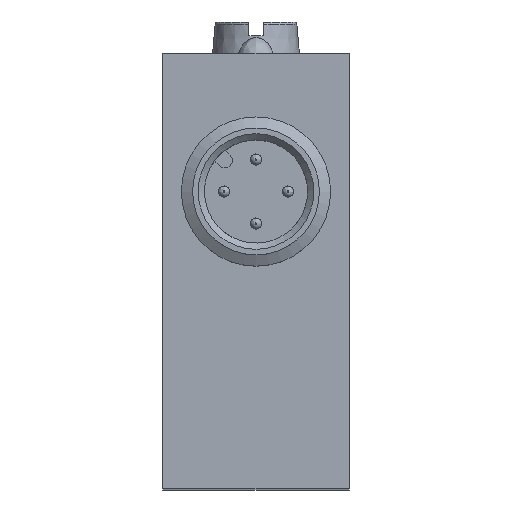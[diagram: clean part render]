
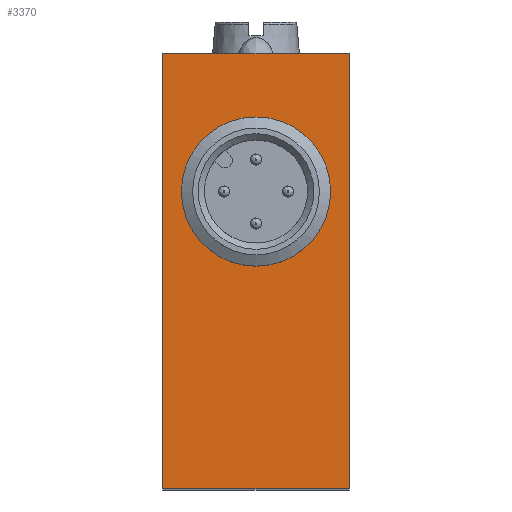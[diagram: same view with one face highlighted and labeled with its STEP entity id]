
A CAD part, top view. The second image highlights one B-rep face of the part: STEP entity #3370.
In plain terms, the highlighted planar face has unit normal (0, 0, 1).
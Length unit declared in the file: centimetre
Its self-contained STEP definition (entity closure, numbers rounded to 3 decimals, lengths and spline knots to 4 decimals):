
#337=FACE_BOUND('',#828,.T.);
#386=CIRCLE('',#3523,0.51);
#601=FACE_OUTER_BOUND('',#827,.T.);
#827=EDGE_LOOP('',(#2517,#2518,#2519,#2520));
#828=EDGE_LOOP('',(#2521));
#1009=LINE('',#6174,#1149);
#1011=LINE('',#6189,#1151);
#1013=LINE('',#6210,#1153);
#1014=LINE('',#6212,#1154);
#1149=VECTOR('',#4287,3.5);
#1151=VECTOR('',#4301,3.5);
#1153=VECTOR('',#4323,1.5);
#1154=VECTOR('',#4326,1.5);
#1260=VERTEX_POINT('',#4952);
#1385=VERTEX_POINT('',#6170);
#1386=VERTEX_POINT('',#6172);
#1392=VERTEX_POINT('',#6186);
#1393=VERTEX_POINT('',#6188);
#1595=EDGE_CURVE('',#1260,#1260,#386,.T.);
#1786=EDGE_CURVE('',#1385,#1386,#1009,.T.);
#1793=EDGE_CURVE('',#1392,#1393,#1011,.T.);
#1804=EDGE_CURVE('',#1385,#1392,#1013,.T.);
#1805=EDGE_CURVE('',#1386,#1393,#1014,.T.);
#2517=ORIENTED_EDGE('',*,*,#1786,.T.);
#2518=ORIENTED_EDGE('',*,*,#1805,.T.);
#2519=ORIENTED_EDGE('',*,*,#1793,.F.);
#2520=ORIENTED_EDGE('',*,*,#1804,.F.);
#2521=ORIENTED_EDGE('',*,*,#1595,.T.);
#3028=PLANE('',#3672);
#3370=ADVANCED_FACE('',(#601,#337),#3028,.T.);
#3523=AXIS2_PLACEMENT_3D('',#4953,#3963,#3964);
#3672=AXIS2_PLACEMENT_3D('',#6211,#4324,#4325);
#3963=DIRECTION('center_axis',(0.,0.,
-1.));
#3964=DIRECTION('ref_axis',(0.,-1.,0.));
#4287=DIRECTION('',(0.,1.,0.));
#4301=DIRECTION('',(0.,1.,0.));
#4323=DIRECTION('',(-1.,0.,0.));
#4324=DIRECTION('center_axis',(0.,0.,
1.));
#4325=DIRECTION('ref_axis',(0.,1.,0.));
#4326=DIRECTION('',(-1.,0.,0.));
#4952=CARTESIAN_POINT('',(4.5864,1.915,8.738));
#4953=CARTESIAN_POINT('Origin',(4.5864,1.405,8.738));
#6170=CARTESIAN_POINT('',(5.3364,-0.985,8.738));
#6172=CARTESIAN_POINT('',(5.3364,2.515,8.738));
#6174=CARTESIAN_POINT('',(5.3364,-0.985,8.738));
#6186=CARTESIAN_POINT('',(3.8364,-0.985,8.738));
#6188=CARTESIAN_POINT('',(3.8364,2.515,8.738));
#6189=CARTESIAN_POINT('',(3.8364,-0.985,8.738));
#6210=CARTESIAN_POINT('',(5.3364,-0.985,8.738));
#6211=CARTESIAN_POINT('Origin',(5.3364,-0.985,8.738));
#6212=CARTESIAN_POINT('',(5.3364,2.515,8.738));
